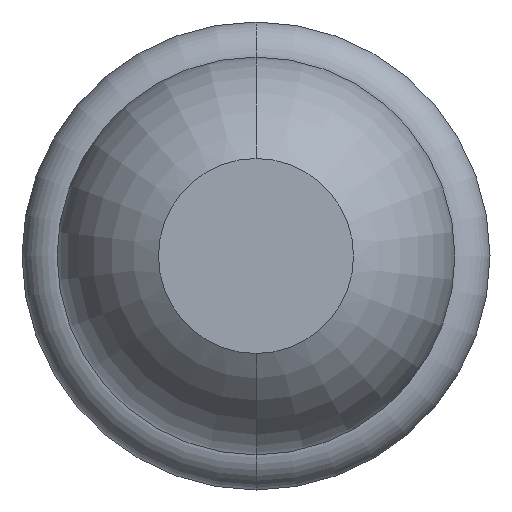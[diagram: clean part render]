
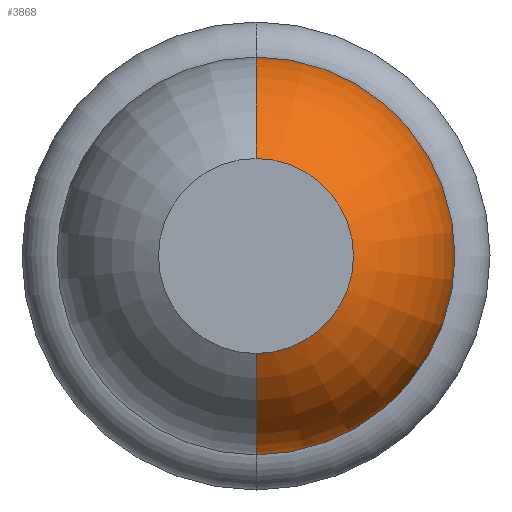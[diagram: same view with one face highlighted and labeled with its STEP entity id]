
A CAD part, front view. The second image highlights one B-rep face of the part: STEP entity #3868.
In plain terms, the highlighted toroidal (fillet/blend) face has major radius 0.01 mm and minor radius 0.5 mm.
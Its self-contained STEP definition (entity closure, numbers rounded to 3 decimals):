
#78 = CARTESIAN_POINT ( 'NONE',  ( 0., -27.4, 0.25 ) ) ;
#155 = AXIS2_PLACEMENT_3D ( 'NONE', #2361, #2375, #439 ) ;
#246 = DIRECTION ( 'NONE',  ( 0., 0., 1. ) ) ;
#379 = CIRCLE ( 'NONE', #155, 0.5 ) ;
#439 = DIRECTION ( 'NONE',  ( 0., 0., 1. ) ) ;
#581 = TOROIDAL_SURFACE ( 'NONE', #3887, 0.01, 0.5 ) ;
#665 = DIRECTION ( 'NONE',  ( 1., 0., 0. ) ) ;
#764 = CARTESIAN_POINT ( 'NONE',  ( 0., -26.961, 0.51 ) ) ;
#771 = EDGE_CURVE ( 'Defeature ausgef�hrt1_15+Defeature ausgef�hrt1_14+Defeature ausgef�hrt1_14+Defeature ausgef�hrt1_14', #1152, #3309, #1781, .T. ) ;
#834 = VERTEX_POINT ( 'NONE', #4072 ) ;
#1004 = EDGE_CURVE ( 'NONE', #834, #3309, #2642, .T. ) ;
#1049 = DIRECTION ( 'NONE',  ( 0., 0., -1. ) ) ;
#1152 = VERTEX_POINT ( 'NONE', #764 ) ;
#1472 = ORIENTED_EDGE ( 'NONE', *, *, #2383, .F. ) ;
#1486 = VERTEX_POINT ( 'NONE', #78 ) ;
#1588 = DIRECTION ( 'NONE',  ( 0., 0., -1. ) ) ;
#1688 = AXIS2_PLACEMENT_3D ( 'NONE', #2789, #1833, #246 ) ;
#1781 = CIRCLE ( 'NONE', #1688, 0.51 ) ;
#1833 = DIRECTION ( 'NONE',  ( 0., 1., 0. ) ) ;
#2022 = AXIS2_PLACEMENT_3D ( 'NONE', #3279, #2934, #1588 ) ;
#2049 = ORIENTED_EDGE ( 'NONE', *, *, #1004, .T. ) ;
#2268 = DIRECTION ( 'NONE',  ( 0., 1., 0. ) ) ;
#2361 = CARTESIAN_POINT ( 'NONE',  ( 0., -26.961, 0.01 ) ) ;
#2375 = DIRECTION ( 'NONE',  ( -1., 0., 0. ) ) ;
#2383 = EDGE_CURVE ( 'Defeature ausgef�hrt1_16+Defeature ausgef�hrt1_14+Defeature ausgef�hrt1_14+Defeature ausgef�hrt1_14', #834, #1486, #3505, .T. ) ;
#2458 = EDGE_CURVE ( 'NONE', #1486, #1152, #379, .T. ) ;
#2610 = CARTESIAN_POINT ( 'NONE',  ( 0., -26.961, -0.01 ) ) ;
#2642 = CIRCLE ( 'NONE', #3003, 0.5 ) ;
#2789 = CARTESIAN_POINT ( 'NONE',  ( 0., -26.961, 0. ) ) ;
#2901 = CARTESIAN_POINT ( 'NONE',  ( 0., -26.961, 0. ) ) ;
#2934 = DIRECTION ( 'NONE',  ( 0., -1., 0. ) ) ;
#3003 = AXIS2_PLACEMENT_3D ( 'NONE', #2610, #665, #1049 ) ;
#3279 = CARTESIAN_POINT ( 'NONE',  ( 0., -27.4, 0. ) ) ;
#3309 = VERTEX_POINT ( 'NONE', #3379 ) ;
#3321 = ORIENTED_EDGE ( 'NONE', *, *, #2458, .F. ) ;
#3379 = CARTESIAN_POINT ( 'NONE',  ( 0., -26.961, -0.51 ) ) ;
#3505 = CIRCLE ( 'NONE', #2022, 0.25 ) ;
#3868 = ADVANCED_FACE ( 'Defeature ausgef�hrt1_14', ( #3952 ), #581, .T. ) ;
#3870 = DIRECTION ( 'NONE',  ( 0., 0., 1. ) ) ;
#3887 = AXIS2_PLACEMENT_3D ( 'NONE', #2901, #2268, #3870 ) ;
#3952 = FACE_OUTER_BOUND ( 'NONE', #4130, .T. ) ;
#4072 = CARTESIAN_POINT ( 'NONE',  ( 0., -27.4, -0.25 ) ) ;
#4100 = ORIENTED_EDGE ( 'NONE', *, *, #771, .F. ) ;
#4130 = EDGE_LOOP ( 'NONE', ( #1472, #2049, #4100, #3321 ) ) ;
